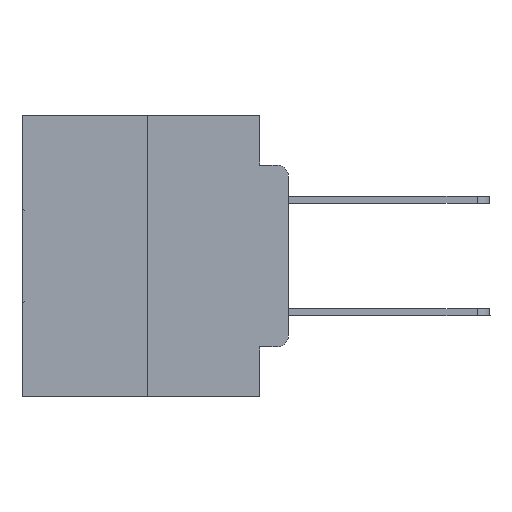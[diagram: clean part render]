
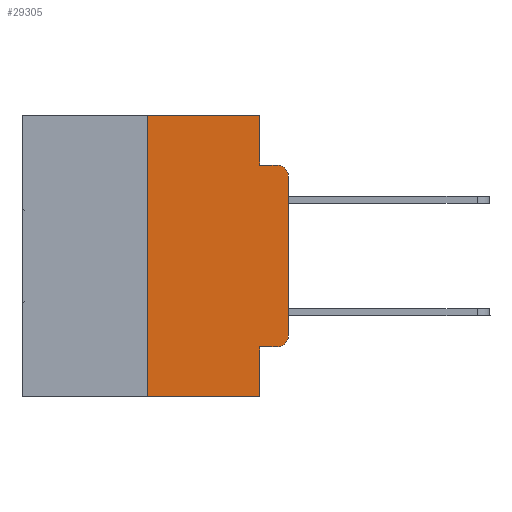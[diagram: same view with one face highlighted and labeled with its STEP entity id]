
A CAD part, left-side view. The second image highlights one B-rep face of the part: STEP entity #29305.
In plain terms, the highlighted planar face has unit normal (-1, 0, 0).
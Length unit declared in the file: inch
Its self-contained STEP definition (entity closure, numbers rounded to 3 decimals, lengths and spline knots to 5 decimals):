
#338 = CARTESIAN_POINT ( 'NONE',  ( 0., 0.473, 0. ) ) ;
#747 = LINE ( 'NONE', #7611, #3584 ) ;
#809 = VERTEX_POINT ( 'NONE', #16557 ) ;
#1192 = ORIENTED_EDGE ( 'NONE', *, *, #14192, .F. ) ;
#1760 = DIRECTION ( 'NONE',  ( 0., 0., -1. ) ) ;
#2400 = VERTEX_POINT ( 'NONE', #25754 ) ;
#2528 = AXIS2_PLACEMENT_3D ( 'NONE', #30837, #6184, #11902 ) ;
#3126 = VECTOR ( 'NONE', #23205, 39.37008 ) ;
#3232 = ORIENTED_EDGE ( 'NONE', *, *, #17839, .T. ) ;
#3394 = VERTEX_POINT ( 'NONE', #14610 ) ;
#3544 = ORIENTED_EDGE ( 'NONE', *, *, #18014, .T. ) ;
#3583 = VERTEX_POINT ( 'NONE', #20037 ) ;
#3584 = VECTOR ( 'NONE', #17445, 39.37008 ) ;
#4154 = EDGE_LOOP ( 'NONE', ( #3232, #29185, #13047, #23922, #31086, #1192, #3544, #16302, #11784, #26284 ) ) ;
#5511 = VECTOR ( 'NONE', #9045, 39.37008 ) ;
#6012 = VERTEX_POINT ( 'NONE', #30918 ) ;
#6184 = DIRECTION ( 'NONE',  ( -1., 0., 0. ) ) ;
#6229 = PLANE ( 'NONE',  #23313 ) ;
#6351 = LINE ( 'NONE', #23663, #3126 ) ;
#7611 = CARTESIAN_POINT ( 'NONE',  ( 0., 0.051, 0. ) ) ;
#7703 = DIRECTION ( 'NONE',  ( 0., -1., 0. ) ) ;
#8424 = DIRECTION ( 'NONE',  ( 0., 0., 1. ) ) ;
#8689 = VECTOR ( 'NONE', #14864, 39.37008 ) ;
#9045 = DIRECTION ( 'NONE',  ( 0., -1., 0. ) ) ;
#9834 = EDGE_CURVE ( 'NONE', #15781, #3583, #30142, .T. ) ;
#10124 = CARTESIAN_POINT ( 'NONE',  ( 0., 0.02, -0.0885 ) ) ;
#10446 = LINE ( 'NONE', #338, #24220 ) ;
#11784 = ORIENTED_EDGE ( 'NONE', *, *, #22535, .T. ) ;
#11902 = DIRECTION ( 'NONE',  ( 0., 0., -1. ) ) ;
#12954 = LINE ( 'NONE', #22738, #15992 ) ;
#13047 = ORIENTED_EDGE ( 'NONE', *, *, #13069, .F. ) ;
#13069 = EDGE_CURVE ( 'NONE', #14157, #15565, #6351, .T. ) ;
#13309 = CARTESIAN_POINT ( 'NONE',  ( 0., 0.473, 0. ) ) ;
#14157 = VERTEX_POINT ( 'NONE', #20654 ) ;
#14192 = EDGE_CURVE ( 'NONE', #3394, #22512, #12954, .T. ) ;
#14610 = CARTESIAN_POINT ( 'NONE',  ( 0., 0.25, -0.5 ) ) ;
#14864 = DIRECTION ( 'NONE',  ( 0., 0., -1. ) ) ;
#15110 = DIRECTION ( 'NONE',  ( 0., 0., -1. ) ) ;
#15199 = LINE ( 'NONE', #27786, #8689 ) ;
#15477 = EDGE_CURVE ( 'NONE', #22512, #6012, #10446, .T. ) ;
#15565 = VERTEX_POINT ( 'NONE', #10124 ) ;
#15781 = VERTEX_POINT ( 'NONE', #31214 ) ;
#15992 = VECTOR ( 'NONE', #29765, 39.37008 ) ;
#16302 = ORIENTED_EDGE ( 'NONE', *, *, #20634, .F. ) ;
#16557 = CARTESIAN_POINT ( 'NONE',  ( 0., 0.051, -0.5 ) ) ;
#16947 = CARTESIAN_POINT ( 'NONE',  ( 0., 0.051, -0.4115 ) ) ;
#16995 = AXIS2_PLACEMENT_3D ( 'NONE', #17690, #27390, #15110 ) ;
#17445 = DIRECTION ( 'NONE',  ( 0., 0., -1. ) ) ;
#17690 = CARTESIAN_POINT ( 'NONE',  ( 0., 0.02, -0.1085 ) ) ;
#17839 = EDGE_CURVE ( 'NONE', #3583, #2400, #30524, .T. ) ;
#18014 = EDGE_CURVE ( 'NONE', #3394, #809, #31136, .T. ) ;
#18357 = LINE ( 'NONE', #23302, #25607 ) ;
#20037 = CARTESIAN_POINT ( 'NONE',  ( 0., 0., -0.3915 ) ) ;
#20634 = EDGE_CURVE ( 'NONE', #31000, #809, #15199, .T. ) ;
#20654 = CARTESIAN_POINT ( 'NONE',  ( 0., 0.051, -0.0885 ) ) ;
#20668 = EDGE_CURVE ( 'NONE', #6012, #14157, #747, .T. ) ;
#21877 = VECTOR ( 'NONE', #8424, 39.37008 ) ;
#22512 = VERTEX_POINT ( 'NONE', #23145 ) ;
#22535 = EDGE_CURVE ( 'NONE', #31000, #15781, #18357, .T. ) ;
#22738 = CARTESIAN_POINT ( 'NONE',  ( 0., 0.25, 0. ) ) ;
#23145 = CARTESIAN_POINT ( 'NONE',  ( 0., 0.25, 0. ) ) ;
#23205 = DIRECTION ( 'NONE',  ( 0., -1., 0. ) ) ;
#23302 = CARTESIAN_POINT ( 'NONE',  ( 0., 0.051, -0.4115 ) ) ;
#23313 = AXIS2_PLACEMENT_3D ( 'NONE', #13309, #28328, #1760 ) ;
#23663 = CARTESIAN_POINT ( 'NONE',  ( 0., 0.051, -0.0885 ) ) ;
#23922 = ORIENTED_EDGE ( 'NONE', *, *, #20668, .F. ) ;
#24220 = VECTOR ( 'NONE', #7703, 39.37008 ) ;
#25607 = VECTOR ( 'NONE', #28393, 39.37008 ) ;
#25754 = CARTESIAN_POINT ( 'NONE',  ( 0., 0., -0.1085 ) ) ;
#26284 = ORIENTED_EDGE ( 'NONE', *, *, #9834, .T. ) ;
#27390 = DIRECTION ( 'NONE',  ( -1., 0., 0. ) ) ;
#27786 = CARTESIAN_POINT ( 'NONE',  ( 0., 0.051, 0. ) ) ;
#27799 = CARTESIAN_POINT ( 'NONE',  ( 0., 0., 0. ) ) ;
#28189 = CIRCLE ( 'NONE', #16995, 0.02 ) ;
#28328 = DIRECTION ( 'NONE',  ( 1., 0., 0. ) ) ;
#28393 = DIRECTION ( 'NONE',  ( 0., -1., 0. ) ) ;
#29185 = ORIENTED_EDGE ( 'NONE', *, *, #30405, .T. ) ;
#29305 = ADVANCED_FACE ( 'NONE', ( #30882 ), #6229, .F. ) ;
#29765 = DIRECTION ( 'NONE',  ( 0., 0., 1. ) ) ;
#30142 = CIRCLE ( 'NONE', #2528, 0.02 ) ;
#30405 = EDGE_CURVE ( 'NONE', #2400, #15565, #28189, .T. ) ;
#30524 = LINE ( 'NONE', #27799, #21877 ) ;
#30837 = CARTESIAN_POINT ( 'NONE',  ( 0., 0.02, -0.3915 ) ) ;
#30882 = FACE_OUTER_BOUND ( 'NONE', #4154, .T. ) ;
#30918 = CARTESIAN_POINT ( 'NONE',  ( 0., 0.051, 0. ) ) ;
#30987 = CARTESIAN_POINT ( 'NONE',  ( 0., 0.473, -0.5 ) ) ;
#31000 = VERTEX_POINT ( 'NONE', #16947 ) ;
#31086 = ORIENTED_EDGE ( 'NONE', *, *, #15477, .F. ) ;
#31136 = LINE ( 'NONE', #30987, #5511 ) ;
#31214 = CARTESIAN_POINT ( 'NONE',  ( 0., 0.02, -0.4115 ) ) ;
